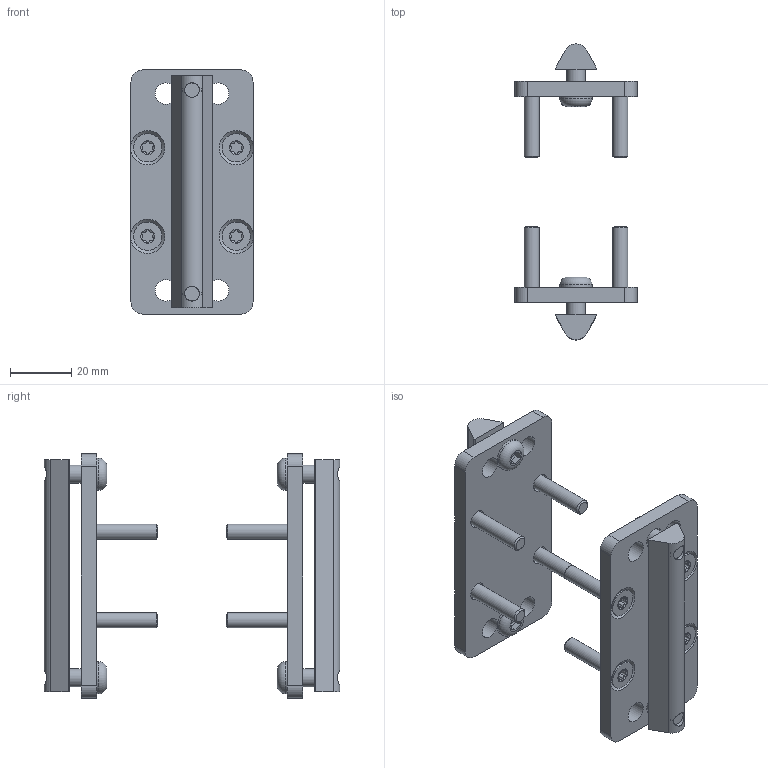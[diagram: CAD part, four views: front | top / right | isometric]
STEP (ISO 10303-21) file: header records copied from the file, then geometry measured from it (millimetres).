
FILE_DESCRIPTION(/* description */ ('KriTec Befestigungssatz Behälterprofil 8 80x40'),/* implementation_level */ '2;1');
FILE_NAME(/* name */ '13401_KriTec_Befestigungssatz_Behälterprofil_8_80x40_schwarz.stp',/* time_stamp */ '2019-08-01T14:54:45+02:00',/* author */ ('Nell'),/* organization */ ('CADClick - www.CADClick.com'),/* preprocessor_version */ 'ST-DEVELOPER v17',/* originating_system */ 'Autodesk Inventor 2018',/* authorisation */ '');
FILE_SCHEMA (('AUTOMOTIVE_DESIGN { 1 0 10303 214 3 1 1 }'));
Length unit declared in the file: millimetre
Products named in the file (6): 13401; 2017_11_06__07-58-47-343; 2017_11_06__07-58-47-343_2; 13401_1; ISO 7380-1 - M6 x 16; DIN 7500-1 M5x25 TX25
Assembly tree (16 placements, depth 2):
  13401
    2017_11_06__07-58-47-343
    13401_1  x2
    2017_11_06__07-58-47-343_2
    ISO 7380-1 - M6 x 16  x4
    DIN 7500-1 M5x25 TX25  x8
Bounding box: 40 x 96.81 x 80 mm (x, y, z)
Volume: 45250.6 mm3; surface area: 28383.7 mm2
Topology: 16 solids, 16 shells, 312 faces, 904 edges, 628 vertices
Faces by surface type: cylinder 166, plane 82, cone 40, torus 24
Full cylindrical faces by diameter (mm): 4.5 x8, 4.92 x4, 5 x8, 6 x12, 7 x12, 9.3 x8, 10.5 x4
Entity records: 3450 total; most frequent: CARTESIAN_POINT 828, DIRECTION 530, ORIENTED_EDGE 482, EDGE_CURVE 241, AXIS2_PLACEMENT_3D 217, VERTEX_POINT 168, CIRCLE 113, EDGE_LOOP 109
